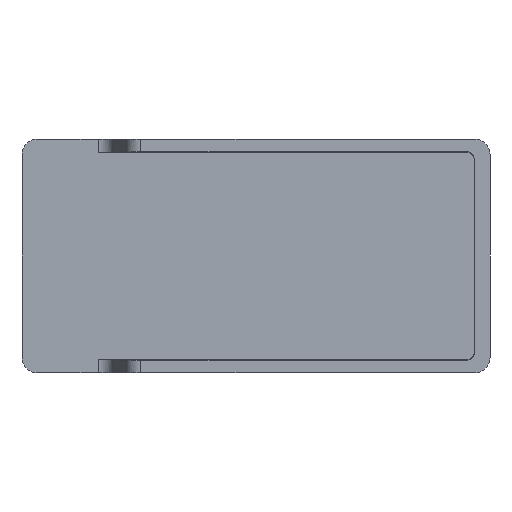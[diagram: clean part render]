
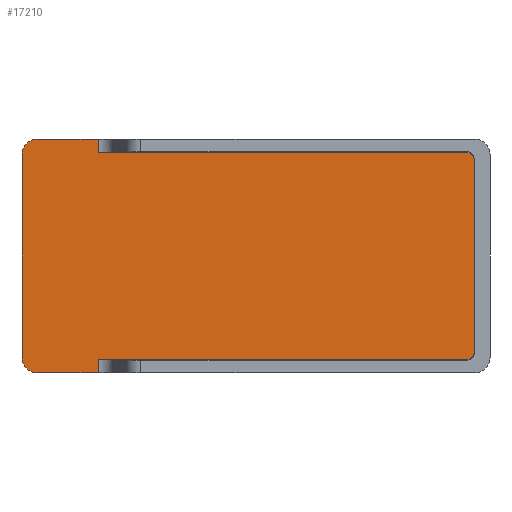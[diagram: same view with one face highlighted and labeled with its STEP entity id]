
A CAD part, left-side view. The second image highlights one B-rep face of the part: STEP entity #17210.
In plain terms, the highlighted face is planar.
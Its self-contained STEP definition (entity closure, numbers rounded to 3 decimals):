
#12890=CARTESIAN_POINT('',(11.,-12.016,
15.));
#12900=VERTEX_POINT('',#12890);
#13400=CARTESIAN_POINT('',(11.,-8.134,
15.));
#13410=VERTEX_POINT('',#13400);
#13440=CARTESIAN_POINT('',(11.,0.066,
15.));
#13450=DIRECTION('',(0.,-1.,0.));
#13460=VECTOR('',#13450,1.);
#13470=LINE('',#13440,#13460);
#13480=EDGE_CURVE('',#13410,#12900,#13470,.T.);
#16230=CARTESIAN_POINT('',(11.,-45.431,
-1.5));
#16240=DIRECTION('',(-1.,0.,-0.));
#16250=DIRECTION('',(0.,1.,0.));
#16260=AXIS2_PLACEMENT_3D('',#16230,#16240,#16250);
#16270=PLANE('',#16260);
#16280=CARTESIAN_POINT('',(11.,-35.634,
13.64));
#16290=DIRECTION('',(1.,0.,0.));
#16300=DIRECTION('',(0.,0.,1.));
#16310=AXIS2_PLACEMENT_3D('',#16280,#16290,#16300);
#16320=ELLIPSE('',#16310,0.5,0.5);
#16330=CARTESIAN_POINT('',(11.,-35.634,
14.14));
#16340=VERTEX_POINT('',#16330);
#16350=CARTESIAN_POINT('',(11.,-36.134,
13.64));
#16360=VERTEX_POINT('',#16350);
#16370=EDGE_CURVE('',#16340,#16360,#16320,.T.);
#16380=ORIENTED_EDGE('',*,*,#16370,.T.);
#16390=CARTESIAN_POINT('',(11.,0.066,
14.14));
#16400=DIRECTION('',(0.,1.,0.));
#16410=VECTOR('',#16400,1.);
#16420=LINE('',#16390,#16410);
#16430=CARTESIAN_POINT('',(11.,-12.016,
14.14));
#16440=VERTEX_POINT('',#16430);
#16450=EDGE_CURVE('',#16340,#16440,#16420,.T.);
#16460=ORIENTED_EDGE('',*,*,#16450,.F.);
#16470=CARTESIAN_POINT('',(11.,-12.016,
0.));
#16480=DIRECTION('',(0.,0.,1.));
#16490=VECTOR('',#16480,1.);
#16500=LINE('',#16470,#16490);
#16510=EDGE_CURVE('',#16440,#12900,#16500,.T.);
#16520=ORIENTED_EDGE('',*,*,#16510,.F.);
#16530=ORIENTED_EDGE('',*,*,#13480,.T.);
#16540=CARTESIAN_POINT('',(11.,-8.134,
14.));
#16550=DIRECTION('',(1.,0.,0.));
#16560=DIRECTION('',(0.,-1.,0.));
#16570=AXIS2_PLACEMENT_3D('',#16540,#16550,#16560);
#16580=CIRCLE('',#16570,1.);
#16590=CARTESIAN_POINT('',(11.,-7.134,
14.));
#16600=VERTEX_POINT('',#16590);
#16610=EDGE_CURVE('',#16600,#13410,#16580,.T.);
#16620=ORIENTED_EDGE('',*,*,#16610,.T.);
#16630=CARTESIAN_POINT('',(11.,-7.134,
0.));
#16640=DIRECTION('',(0.,0.,1.));
#16650=VECTOR('',#16640,1.);
#16660=LINE('',#16630,#16650);
#16670=CARTESIAN_POINT('',(11.,-7.134,1.));
#16680=VERTEX_POINT('',#16670);
#16690=EDGE_CURVE('',#16680,#16600,#16660,.T.);
#16700=ORIENTED_EDGE('',*,*,#16690,.T.);
#16710=CARTESIAN_POINT('',(11.,-8.134,1.));
#16720=DIRECTION('',(1.,0.,0.));
#16730=DIRECTION('',(0.,-1.,0.));
#16740=AXIS2_PLACEMENT_3D('',#16710,#16720,#16730);
#16750=CIRCLE('',#16740,1.);
#16760=CARTESIAN_POINT('',(11.,-8.134,
0.));
#16770=VERTEX_POINT('',#16760);
#16780=EDGE_CURVE('',#16770,#16680,#16750,.T.);
#16790=ORIENTED_EDGE('',*,*,#16780,.T.);
#16800=CARTESIAN_POINT('',(11.,0.066,
0.));
#16810=DIRECTION('',(0.,1.,0.));
#16820=VECTOR('',#16810,1.);
#16830=LINE('',#16800,#16820);
#16840=CARTESIAN_POINT('',(11.,-12.016,
0.));
#16850=VERTEX_POINT('',#16840);
#16860=EDGE_CURVE('',#16850,#16770,#16830,.T.);
#16870=ORIENTED_EDGE('',*,*,#16860,.T.);
#16880=CARTESIAN_POINT('',(11.,-12.016,
0.));
#16890=DIRECTION('',(0.,0.,1.));
#16900=VECTOR('',#16890,1.);
#16910=LINE('',#16880,#16900);
#16920=CARTESIAN_POINT('',(11.,-12.016,
0.86));
#16930=VERTEX_POINT('',#16920);
#16940=EDGE_CURVE('',#16850,#16930,#16910,.T.);
#16950=ORIENTED_EDGE('',*,*,#16940,.F.);
#16960=CARTESIAN_POINT('',(11.,0.066,
0.86));
#16970=DIRECTION('',(0.,1.,0.));
#16980=VECTOR('',#16970,1.);
#16990=LINE('',#16960,#16980);
#17000=CARTESIAN_POINT('',(11.,-35.634,
0.86));
#17010=VERTEX_POINT('',#17000);
#17020=EDGE_CURVE('',#17010,#16930,#16990,.T.);
#17030=ORIENTED_EDGE('',*,*,#17020,.T.);
#17040=CARTESIAN_POINT('',(11.,-35.634,
1.36));
#17050=DIRECTION('',(1.,0.,0.));
#17060=DIRECTION('',(0.,0.,1.));
#17070=AXIS2_PLACEMENT_3D('',#17040,#17050,#17060);
#17080=ELLIPSE('',#17070,0.5,0.5);
#17090=CARTESIAN_POINT('',(11.,-36.134,
1.36));
#17100=VERTEX_POINT('',#17090);
#17110=EDGE_CURVE('',#17100,#17010,#17080,.T.);
#17120=ORIENTED_EDGE('',*,*,#17110,.T.);
#17130=CARTESIAN_POINT('',(11.,-36.134,
0.));
#17140=DIRECTION('',(0.,0.,1.));
#17150=VECTOR('',#17140,1.);
#17160=LINE('',#17130,#17150);
#17170=EDGE_CURVE('',#17100,#16360,#17160,.T.);
#17180=ORIENTED_EDGE('',*,*,#17170,.F.);
#17190=EDGE_LOOP('',(#17180,#17120,#17030,#16950,#16870,#16790,#16700,
#16620,#16530,#16520,#16460,#16380));
#17200=FACE_OUTER_BOUND('',#17190,.T.);
#17210=ADVANCED_FACE('',(#17200),#16270,.F.);
